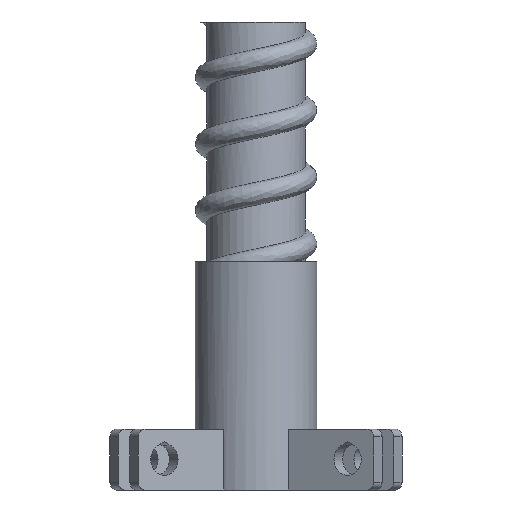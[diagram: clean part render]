
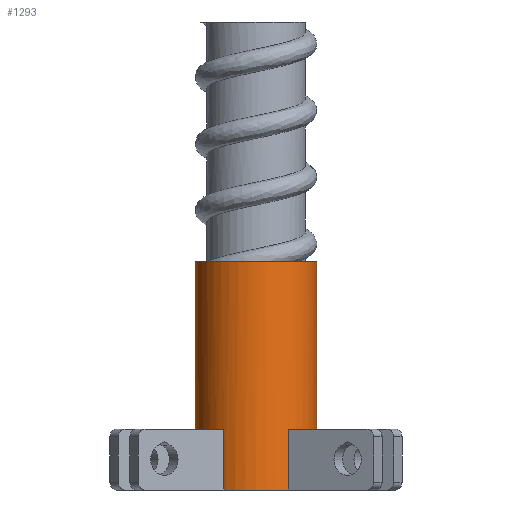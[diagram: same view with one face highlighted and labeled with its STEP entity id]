
A CAD part, front view. The second image highlights one B-rep face of the part: STEP entity #1293.
In plain terms, the highlighted cylindrical face has radius 8 mm (diameter 16 mm), a full revolution.
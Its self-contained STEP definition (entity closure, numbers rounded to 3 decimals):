
#94=FACE_OUTER_BOUND('',#171,.T.);
#171=EDGE_LOOP('',(#923,#924,#925,#926,#927));
#255=CIRCLE('',#1393,8.);
#256=CIRCLE('',#1394,8.);
#257=CIRCLE('',#1396,8.);
#325=LINE('',#2601,#445);
#445=VECTOR('',#1549,8.);
#575=VERTEX_POINT('',#2555);
#576=VERTEX_POINT('',#2596);
#577=VERTEX_POINT('',#2600);
#709=EDGE_CURVE('',#575,#576,#255,.T.);
#710=EDGE_CURVE('',#576,#575,#256,.T.);
#711=EDGE_CURVE('',#576,#577,#325,.T.);
#712=EDGE_CURVE('',#577,#577,#257,.T.);
#923=ORIENTED_EDGE('',*,*,#709,.F.);
#924=ORIENTED_EDGE('',*,*,#710,.F.);
#925=ORIENTED_EDGE('',*,*,#711,.T.);
#926=ORIENTED_EDGE('',*,*,#712,.T.);
#927=ORIENTED_EDGE('',*,*,#711,.F.);
#1259=CYLINDRICAL_SURFACE('',#1395,8.);
#1293=ADVANCED_FACE('',(#94),#1259,.T.);
#1393=AXIS2_PLACEMENT_3D('',#2597,#1543,#1544);
#1394=AXIS2_PLACEMENT_3D('',#2598,#1545,#1546);
#1395=AXIS2_PLACEMENT_3D('',#2599,#1547,#1548);
#1396=AXIS2_PLACEMENT_3D('',#2602,#1550,#1551);
#1543=DIRECTION('center_axis',(0.,0.,1.));
#1544=DIRECTION('ref_axis',(1.,0.,0.));
#1545=DIRECTION('center_axis',(0.,0.,1.));
#1546=DIRECTION('ref_axis',(1.,0.,0.));
#1547=DIRECTION('center_axis',(0.,0.,1.));
#1548=DIRECTION('ref_axis',(1.,0.,0.));
#1549=DIRECTION('',(0.,0.,-1.));
#1550=DIRECTION('center_axis',(0.,0.,1.));
#1551=DIRECTION('ref_axis',(1.,0.,0.));
#2555=CARTESIAN_POINT('',(-1.074,-7.928,30.));
#2596=CARTESIAN_POINT('',(-8.,0.,30.));
#2597=CARTESIAN_POINT('Origin',(0.,0.,30.));
#2598=CARTESIAN_POINT('Origin',(0.,0.,30.));
#2599=CARTESIAN_POINT('Origin',(0.,0.,0.));
#2600=CARTESIAN_POINT('',(-8.,0.,0.));
#2601=CARTESIAN_POINT('',(-8.,0.,0.));
#2602=CARTESIAN_POINT('Origin',(0.,0.,0.));
